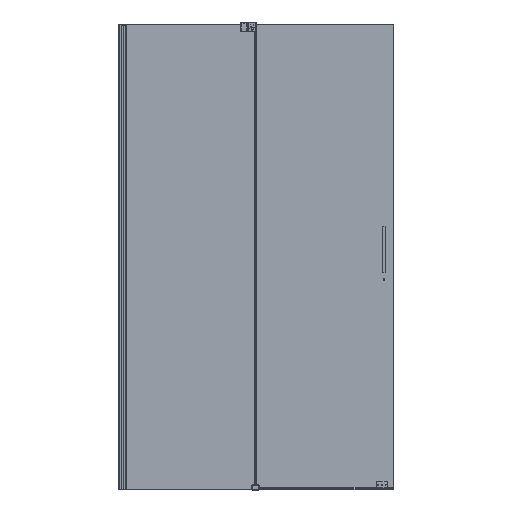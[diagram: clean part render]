
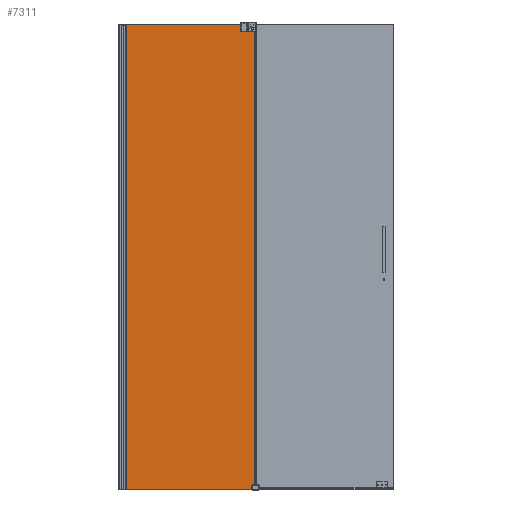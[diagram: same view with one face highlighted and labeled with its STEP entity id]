
A CAD part, top view. The second image highlights one B-rep face of the part: STEP entity #7311.
In plain terms, the highlighted face is planar.
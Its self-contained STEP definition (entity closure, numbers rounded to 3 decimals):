
#2 = EDGE_CURVE ( 'NONE', #19471, #24491, #1041, .T. ) ;
#165 = EDGE_CURVE ( 'NONE', #25664, #24859, #21781, .T. ) ;
#224 = DIRECTION ( 'NONE',  ( 0., -1., 0. ) ) ;
#1041 = LINE ( 'NONE', #10947, #3055 ) ;
#1095 = CIRCLE ( 'NONE', #13319, 3. ) ;
#1525 = EDGE_CURVE ( 'NONE', #15192, #32945, #23681, .T. ) ;
#1728 = CARTESIAN_POINT ( 'NONE',  ( 598.37, -589.727, -3. ) ) ;
#2295 = DIRECTION ( 'NONE',  ( 1., 0., 0. ) ) ;
#2873 = CARTESIAN_POINT ( 'NONE',  ( 1162.37, -589.727, 0. ) ) ;
#3055 = VECTOR ( 'NONE', #4811, 1000. ) ;
#4060 = DIRECTION ( 'NONE',  ( 0., -1., 0. ) ) ;
#4062 = CARTESIAN_POINT ( 'NONE',  ( 613.87, -589.727, -2032.039 ) ) ;
#4708 = CARTESIAN_POINT ( 'NONE',  ( 598.37, -589.727, -1997. ) ) ;
#4811 = DIRECTION ( 'NONE',  ( 1., 0., 0. ) ) ;
#5054 = LINE ( 'NONE', #4062, #14927 ) ;
#5123 = ORIENTED_EDGE ( 'NONE', *, *, #9548, .T. ) ;
#5192 = DIRECTION ( 'NONE',  ( 0., -1., 0. ) ) ;
#5260 = CIRCLE ( 'NONE', #9357, 3. ) ;
#6014 = VERTEX_POINT ( 'NONE', #7507 ) ;
#6350 = CARTESIAN_POINT ( 'NONE',  ( 614.37, -589.727, -1983. ) ) ;
#6930 = CARTESIAN_POINT ( 'NONE',  ( 1165.37, -589.727, -2570.056 ) ) ;
#7171 = AXIS2_PLACEMENT_3D ( 'NONE', #38102, #28665, #16231 ) ;
#7311 = ADVANCED_FACE ( 'NONE', ( #29606 ), #27152, .T. ) ;
#7507 = CARTESIAN_POINT ( 'NONE',  ( 1165.37, -589.727, -3. ) ) ;
#8377 = CARTESIAN_POINT ( 'NONE',  ( 598.37, -589.727, -2000. ) ) ;
#8762 = CARTESIAN_POINT ( 'NONE',  ( 1165.37, -589.727, -2000. ) ) ;
#9357 = AXIS2_PLACEMENT_3D ( 'NONE', #4708, #11263, #36884 ) ;
#9448 = DIRECTION ( 'NONE',  ( 0., -1., 0. ) ) ;
#9548 = EDGE_CURVE ( 'NONE', #12635, #12436, #32884, .T. ) ;
#9956 = VERTEX_POINT ( 'NONE', #11052 ) ;
#10548 = CARTESIAN_POINT ( 'NONE',  ( 613.87, -589.727, -1988.477 ) ) ;
#10947 = CARTESIAN_POINT ( 'NONE',  ( 1165.37, -589.727, 0. ) ) ;
#11052 = CARTESIAN_POINT ( 'NONE',  ( 614.87, -589.727, -1988.477 ) ) ;
#11088 = CARTESIAN_POINT ( 'NONE',  ( 1165.37, -589.727, -2570.056 ) ) ;
#11263 = DIRECTION ( 'NONE',  ( 0., -1., 0. ) ) ;
#12188 = DIRECTION ( 'NONE',  ( 1., 0., 0. ) ) ;
#12436 = VERTEX_POINT ( 'NONE', #22659 ) ;
#12507 = EDGE_CURVE ( 'NONE', #27075, #15192, #30198, .T. ) ;
#12540 = ORIENTED_EDGE ( 'NONE', *, *, #2, .F. ) ;
#12635 = VERTEX_POINT ( 'NONE', #33584 ) ;
#12638 = DIRECTION ( 'NONE',  ( 1., 0., 0. ) ) ;
#13148 = ORIENTED_EDGE ( 'NONE', *, *, #1525, .F. ) ;
#13319 = AXIS2_PLACEMENT_3D ( 'NONE', #1728, #23950, #14699 ) ;
#13678 = CARTESIAN_POINT ( 'NONE',  ( 614.37, -589.727, -1983. ) ) ;
#14019 = CARTESIAN_POINT ( 'NONE',  ( 614.87, -589.727, -2032.039 ) ) ;
#14699 = DIRECTION ( 'NONE',  ( 1., 0., 0. ) ) ;
#14927 = VECTOR ( 'NONE', #29301, 1000. ) ;
#15072 = AXIS2_PLACEMENT_3D ( 'NONE', #11088, #30474, #23691 ) ;
#15192 = VERTEX_POINT ( 'NONE', #31217 ) ;
#15293 = CARTESIAN_POINT ( 'NONE',  ( 613.87, -589.727, -2000. ) ) ;
#15350 = ORIENTED_EDGE ( 'NONE', *, *, #12507, .F. ) ;
#15499 = CIRCLE ( 'NONE', #7171, 3. ) ;
#16231 = DIRECTION ( 'NONE',  ( 1., 0., 0. ) ) ;
#17092 = DIRECTION ( 'NONE',  ( 1., 0., 0. ) ) ;
#17160 = DIRECTION ( 'NONE',  ( 0., 0., -1. ) ) ;
#17864 = DIRECTION ( 'NONE',  ( 1., 0., 0. ) ) ;
#18060 = VECTOR ( 'NONE', #17160, 1000. ) ;
#18685 = VERTEX_POINT ( 'NONE', #35197 ) ;
#18902 = EDGE_CURVE ( 'NONE', #19471, #24859, #1095, .T. ) ;
#18986 = EDGE_CURVE ( 'NONE', #12436, #18685, #38667, .T. ) ;
#19471 = VERTEX_POINT ( 'NONE', #30304 ) ;
#20354 = ORIENTED_EDGE ( 'NONE', *, *, #21876, .T. ) ;
#21573 = ORIENTED_EDGE ( 'NONE', *, *, #18986, .T. ) ;
#21781 = LINE ( 'NONE', #24526, #33701 ) ;
#21876 = EDGE_CURVE ( 'NONE', #9956, #12635, #24523, .T. ) ;
#21904 = CARTESIAN_POINT ( 'NONE',  ( 595.37, -589.727, -1997. ) ) ;
#22475 = VECTOR ( 'NONE', #34850, 1000. ) ;
#22653 = ORIENTED_EDGE ( 'NONE', *, *, #35731, .T. ) ;
#22659 = CARTESIAN_POINT ( 'NONE',  ( 1162.37, -589.727, -2000. ) ) ;
#23470 = LINE ( 'NONE', #6930, #22475 ) ;
#23681 = CIRCLE ( 'NONE', #34543, 5.5 ) ;
#23691 = DIRECTION ( 'NONE',  ( 1., 0., 0. ) ) ;
#23933 = ORIENTED_EDGE ( 'NONE', *, *, #24345, .T. ) ;
#23950 = DIRECTION ( 'NONE',  ( 0., -1., 0. ) ) ;
#24096 = CARTESIAN_POINT ( 'NONE',  ( 1162.37, -589.727, -1997. ) ) ;
#24332 = AXIS2_PLACEMENT_3D ( 'NONE', #6350, #224, #25526 ) ;
#24345 = EDGE_CURVE ( 'NONE', #29958, #25737, #25402, .T. ) ;
#24491 = VERTEX_POINT ( 'NONE', #2873 ) ;
#24523 = LINE ( 'NONE', #14019, #18060 ) ;
#24526 = CARTESIAN_POINT ( 'NONE',  ( 595.37, -589.727, -2570.056 ) ) ;
#24529 = EDGE_LOOP ( 'NONE', ( #36952, #13148, #15350, #35062, #20354, #5123, #21573, #32691, #22653, #12540, #32910, #28632, #27757, #23933 ) ) ;
#24796 = CARTESIAN_POINT ( 'NONE',  ( 1165.37, -589.727, -2000. ) ) ;
#24859 = VERTEX_POINT ( 'NONE', #36948 ) ;
#25326 = EDGE_CURVE ( 'NONE', #25737, #32945, #5054, .T. ) ;
#25402 = LINE ( 'NONE', #8762, #26410 ) ;
#25526 = DIRECTION ( 'NONE',  ( 1., 0., 0. ) ) ;
#25664 = VERTEX_POINT ( 'NONE', #21904 ) ;
#25737 = VERTEX_POINT ( 'NONE', #15293 ) ;
#25852 = EDGE_CURVE ( 'NONE', #9956, #27075, #33189, .T. ) ;
#26410 = VECTOR ( 'NONE', #17864, 1000. ) ;
#27075 = VERTEX_POINT ( 'NONE', #35003 ) ;
#27152 = PLANE ( 'NONE',  #15072 ) ;
#27757 = ORIENTED_EDGE ( 'NONE', *, *, #30425, .T. ) ;
#28632 = ORIENTED_EDGE ( 'NONE', *, *, #165, .F. ) ;
#28665 = DIRECTION ( 'NONE',  ( 0., -1., 0. ) ) ;
#29301 = DIRECTION ( 'NONE',  ( 0., 0., 1. ) ) ;
#29606 = FACE_OUTER_BOUND ( 'NONE', #24529, .T. ) ;
#29958 = VERTEX_POINT ( 'NONE', #8377 ) ;
#30198 = CIRCLE ( 'NONE', #34354, 5.5 ) ;
#30304 = CARTESIAN_POINT ( 'NONE',  ( 598.37, -589.727, 0. ) ) ;
#30425 = EDGE_CURVE ( 'NONE', #25664, #29958, #5260, .T. ) ;
#30474 = DIRECTION ( 'NONE',  ( 0., -1., 0. ) ) ;
#31217 = CARTESIAN_POINT ( 'NONE',  ( 608.87, -589.727, -1983. ) ) ;
#32067 = EDGE_CURVE ( 'NONE', #18685, #6014, #23470, .T. ) ;
#32691 = ORIENTED_EDGE ( 'NONE', *, *, #32067, .T. ) ;
#32884 = LINE ( 'NONE', #24796, #33885 ) ;
#32910 = ORIENTED_EDGE ( 'NONE', *, *, #18902, .T. ) ;
#32945 = VERTEX_POINT ( 'NONE', #10548 ) ;
#33189 = CIRCLE ( 'NONE', #24332, 5.5 ) ;
#33584 = CARTESIAN_POINT ( 'NONE',  ( 614.87, -589.727, -2000. ) ) ;
#33701 = VECTOR ( 'NONE', #36983, 1000. ) ;
#33885 = VECTOR ( 'NONE', #12188, 1000. ) ;
#33992 = AXIS2_PLACEMENT_3D ( 'NONE', #24096, #5192, #2295 ) ;
#34354 = AXIS2_PLACEMENT_3D ( 'NONE', #13678, #4060, #17092 ) ;
#34543 = AXIS2_PLACEMENT_3D ( 'NONE', #37975, #9448, #12638 ) ;
#34850 = DIRECTION ( 'NONE',  ( 0., 0., 1. ) ) ;
#35003 = CARTESIAN_POINT ( 'NONE',  ( 619.87, -589.727, -1983. ) ) ;
#35062 = ORIENTED_EDGE ( 'NONE', *, *, #25852, .F. ) ;
#35197 = CARTESIAN_POINT ( 'NONE',  ( 1165.37, -589.727, -1997. ) ) ;
#35731 = EDGE_CURVE ( 'NONE', #6014, #24491, #15499, .T. ) ;
#36884 = DIRECTION ( 'NONE',  ( 1., 0., 0. ) ) ;
#36948 = CARTESIAN_POINT ( 'NONE',  ( 595.37, -589.727, -3. ) ) ;
#36952 = ORIENTED_EDGE ( 'NONE', *, *, #25326, .T. ) ;
#36983 = DIRECTION ( 'NONE',  ( 0., 0., 1. ) ) ;
#37975 = CARTESIAN_POINT ( 'NONE',  ( 614.37, -589.727, -1983. ) ) ;
#38102 = CARTESIAN_POINT ( 'NONE',  ( 1162.37, -589.727, -3. ) ) ;
#38667 = CIRCLE ( 'NONE', #33992, 3. ) ;
